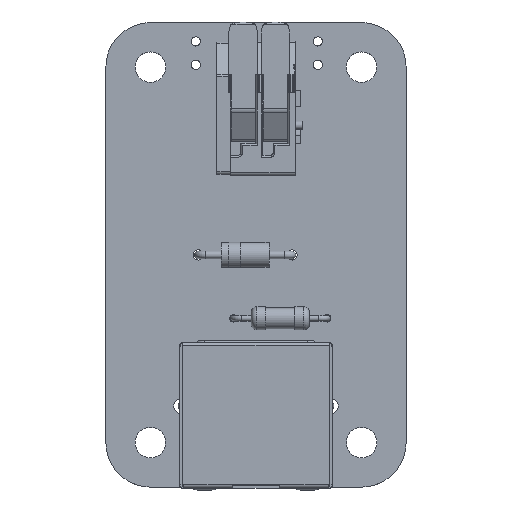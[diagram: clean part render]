
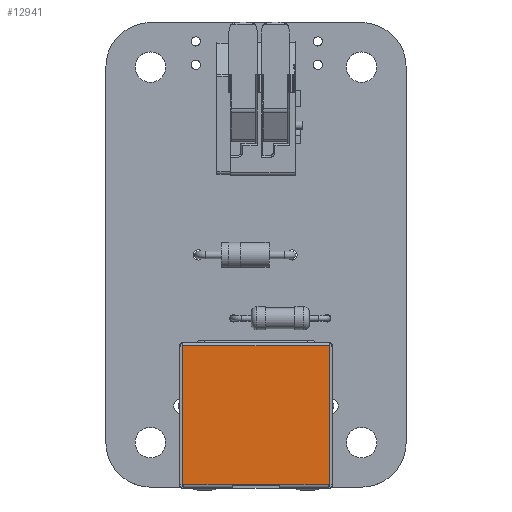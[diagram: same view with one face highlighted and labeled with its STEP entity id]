
A CAD part, top view. The second image highlights one B-rep face of the part: STEP entity #12941.
In plain terms, the highlighted face is planar.
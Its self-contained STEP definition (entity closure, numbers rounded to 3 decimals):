
#11456 = VERTEX_POINT('',#11457);
#11457 = CARTESIAN_POINT('',(-2.55,13.208,5.111));
#11464 = EDGE_CURVE('',#11465,#11456,#11467,.T.);
#11465 = VERTEX_POINT('',#11466);
#11466 = CARTESIAN_POINT('',(-7.843,13.208,5.111));
#11467 = LINE('',#11468,#11469);
#11468 = CARTESIAN_POINT('',(0.,13.208,5.111));
#11469 = VECTOR('',#11470,1.);
#11470 = DIRECTION('',(1.,0.,0.));
#12332 = VERTEX_POINT('',#12333);
#12333 = CARTESIAN_POINT('',(-7.934,13.208,-9.937));
#12348 = VERTEX_POINT('',#12349);
#12349 = CARTESIAN_POINT('',(-7.934,13.208,5.049));
#12355 = EDGE_CURVE('',#12332,#12348,#12356,.T.);
#12356 = LINE('',#12357,#12358);
#12357 = CARTESIAN_POINT('',(-7.934,13.208,0.));
#12358 = VECTOR('',#12359,1.);
#12359 = DIRECTION('',(0.,0.,1.));
#12379 = VERTEX_POINT('',#12380);
#12380 = CARTESIAN_POINT('',(-7.843,13.208,5.049));
#12386 = EDGE_CURVE('',#12348,#12379,#12387,.T.);
#12387 = LINE('',#12388,#12389);
#12388 = CARTESIAN_POINT('',(0.,13.208,5.049));
#12389 = VECTOR('',#12390,1.);
#12390 = DIRECTION('',(1.,0.,0.));
#12413 = EDGE_CURVE('',#12379,#11465,#12414,.T.);
#12414 = LINE('',#12415,#12416);
#12415 = CARTESIAN_POINT('',(-7.843,13.208,0.));
#12416 = VECTOR('',#12417,1.);
#12417 = DIRECTION('',(-0.,0.,1.));
#12782 = VERTEX_POINT('',#12783);
#12783 = CARTESIAN_POINT('',(7.843,13.208,5.111));
#12814 = VERTEX_POINT('',#12815);
#12815 = CARTESIAN_POINT('',(7.843,13.208,5.049));
#12821 = EDGE_CURVE('',#12782,#12814,#12822,.T.);
#12822 = LINE('',#12823,#12824);
#12823 = CARTESIAN_POINT('',(7.843,13.208,0.));
#12824 = VECTOR('',#12825,1.);
#12825 = DIRECTION('',(0.,0.,-1.));
#12845 = VERTEX_POINT('',#12846);
#12846 = CARTESIAN_POINT('',(7.934,13.208,5.049));
#12852 = EDGE_CURVE('',#12814,#12845,#12853,.T.);
#12853 = LINE('',#12854,#12855);
#12854 = CARTESIAN_POINT('',(0.,13.208,5.049));
#12855 = VECTOR('',#12856,1.);
#12856 = DIRECTION('',(1.,0.,0.));
#12876 = VERTEX_POINT('',#12877);
#12877 = CARTESIAN_POINT('',(7.934,13.208,-9.937));
#12883 = EDGE_CURVE('',#12845,#12876,#12884,.T.);
#12884 = LINE('',#12885,#12886);
#12885 = CARTESIAN_POINT('',(7.934,13.208,0.));
#12886 = VECTOR('',#12887,1.);
#12887 = DIRECTION('',(0.,0.,-1.));
#12941 = ADVANCED_FACE('',(#12942),#12971,.F.);
#12942 = FACE_BOUND('',#12943,.T.);
#12943 = EDGE_LOOP('',(#12944,#12945,#12951,#12952,#12953,#12954,#12955,
    #12963,#12969,#12970));
#12944 = ORIENTED_EDGE('',*,*,#12883,.T.);
#12945 = ORIENTED_EDGE('',*,*,#12946,.T.);
#12946 = EDGE_CURVE('',#12876,#12332,#12947,.T.);
#12947 = LINE('',#12948,#12949);
#12948 = CARTESIAN_POINT('',(0.,13.208,-9.937));
#12949 = VECTOR('',#12950,1.);
#12950 = DIRECTION('',(-1.,0.,0.));
#12951 = ORIENTED_EDGE('',*,*,#12355,.T.);
#12952 = ORIENTED_EDGE('',*,*,#12386,.T.);
#12953 = ORIENTED_EDGE('',*,*,#12413,.T.);
#12954 = ORIENTED_EDGE('',*,*,#11464,.T.);
#12955 = ORIENTED_EDGE('',*,*,#12956,.F.);
#12956 = EDGE_CURVE('',#12957,#11456,#12959,.T.);
#12957 = VERTEX_POINT('',#12958);
#12958 = CARTESIAN_POINT('',(2.55,13.208,5.111));
#12959 = LINE('',#12960,#12961);
#12960 = CARTESIAN_POINT('',(2.55,13.208,5.111));
#12961 = VECTOR('',#12962,1.);
#12962 = DIRECTION('',(-1.,0.,0.));
#12963 = ORIENTED_EDGE('',*,*,#12964,.T.);
#12964 = EDGE_CURVE('',#12957,#12782,#12965,.T.);
#12965 = LINE('',#12966,#12967);
#12966 = CARTESIAN_POINT('',(0.,13.208,5.111));
#12967 = VECTOR('',#12968,1.);
#12968 = DIRECTION('',(1.,0.,0.));
#12969 = ORIENTED_EDGE('',*,*,#12821,.T.);
#12970 = ORIENTED_EDGE('',*,*,#12852,.T.);
#12971 = PLANE('',#12972);
#12972 = AXIS2_PLACEMENT_3D('',#12973,#12974,#12975);
#12973 = CARTESIAN_POINT('',(0.,13.208,0.));
#12974 = DIRECTION('',(0.,-1.,0.));
#12975 = DIRECTION('',(0.,-0.,-1.));
